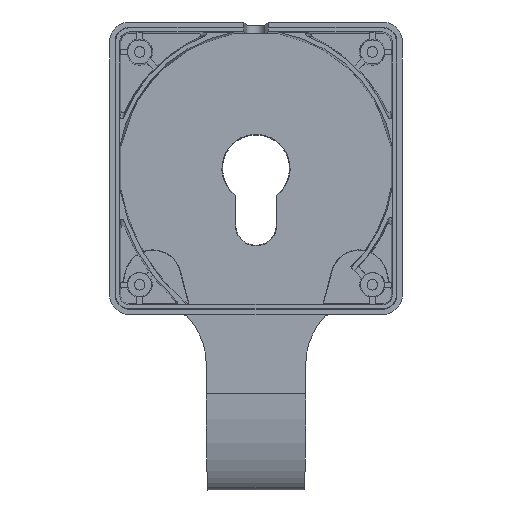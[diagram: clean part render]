
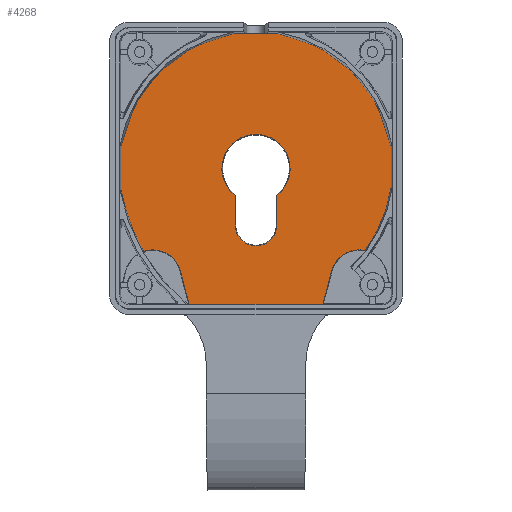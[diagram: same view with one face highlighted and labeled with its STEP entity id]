
A CAD part, top view. The second image highlights one B-rep face of the part: STEP entity #4268.
In plain terms, the highlighted planar face has unit normal (0, 0, 1).
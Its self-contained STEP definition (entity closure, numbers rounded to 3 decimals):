
#846=DIRECTION('',(1.,0.,0.));
#847=VECTOR('',#846,12.);
#848=CARTESIAN_POINT('',(-6.,-36.531,1.5));
#849=LINE('',#848,#847);
#870=CARTESIAN_POINT('',(0.,0.,1.5));
#871=DIRECTION('',(0.,0.,1.));
#872=DIRECTION('',(0.799,-0.602,0.));
#873=AXIS2_PLACEMENT_3D('',#870,#871,#872);
#875=CARTESIAN_POINT('',(15.5,-16.5,1.5));
#876=DIRECTION('',(0.,0.,-1.));
#877=DIRECTION('',(-0.966,0.259,0.));
#878=AXIS2_PLACEMENT_3D('',#875,#876,#877);
#880=DIRECTION('',(0.259,0.966,0.));
#881=VECTOR('',#880,5.358);
#882=CARTESIAN_POINT('',(10.001,-20.573,1.5));
#883=LINE('',#882,#881);
#884=DIRECTION('',(0.,1.,0.));
#885=VECTOR('',#884,7.014);
#886=CARTESIAN_POINT('',(6.,-36.531,1.5));
#887=LINE('',#886,#885);
#888=DIRECTION('',(0.,-1.,0.));
#889=VECTOR('',#888,7.014);
#890=CARTESIAN_POINT('',(-6.,-29.518,1.5));
#891=LINE('',#890,#889);
#892=DIRECTION('',(0.259,-0.966,0.));
#893=VECTOR('',#892,5.358);
#894=CARTESIAN_POINT('',(-11.387,-15.398,1.5));
#895=LINE('',#894,#893);
#896=CARTESIAN_POINT('',(-15.5,-16.5,1.5));
#897=DIRECTION('',(0.,0.,-1.));
#898=DIRECTION('',(-0.33,0.944,0.));
#899=AXIS2_PLACEMENT_3D('',#896,#897,#898);
#901=CARTESIAN_POINT('',(8.223,2.,1.5));
#902=DIRECTION('',(0.,0.,-1.));
#903=DIRECTION('',(-0.866,-0.499,0.));
#904=AXIS2_PLACEMENT_3D('',#901,#902,#903);
#906=DIRECTION('',(0.,-1.,0.));
#907=VECTOR('',#906,6.514);
#908=CARTESIAN_POINT('',(-20.308,3.318,1.5));
#909=LINE('',#908,#907);
#910=CARTESIAN_POINT('',(0.366,-0.366,1.5));
#911=DIRECTION('',(0.,0.,-1.));
#912=DIRECTION('',(-0.984,0.175,0.));
#913=AXIS2_PLACEMENT_3D('',#910,#911,#912);
#915=DIRECTION('',(-1.,0.,0.));
#916=VECTOR('',#915,6.636);
#917=CARTESIAN_POINT('',(3.318,20.308,1.5));
#918=LINE('',#917,#916);
#919=CARTESIAN_POINT('',(-0.366,-0.366,1.5));
#920=DIRECTION('',(0.,0.,-1.));
#921=DIRECTION('',(0.175,0.984,0.));
#922=AXIS2_PLACEMENT_3D('',#919,#920,#921);
#924=DIRECTION('',(0.,-1.,0.));
#925=VECTOR('',#924,6.117);
#926=CARTESIAN_POINT('',(20.308,3.318,1.5));
#927=LINE('',#926,#925);
#928=CARTESIAN_POINT('',(0.,0.,1.5));
#929=DIRECTION('',(0.,0.,1.));
#930=DIRECTION('',(0.61,-0.792,0.));
#931=AXIS2_PLACEMENT_3D('',#928,#929,#930);
#933=DIRECTION('',(0.,-1.,0.));
#934=VECTOR('',#933,4.435);
#935=CARTESIAN_POINT('',(-3.131,-4.065,1.5));
#936=LINE('',#935,#934);
#937=CARTESIAN_POINT('',(0.,-8.5,1.5));
#938=DIRECTION('',(0.,0.,1.));
#939=DIRECTION('',(-1.,0.,0.));
#940=AXIS2_PLACEMENT_3D('',#937,#938,#939);
#942=DIRECTION('',(0.,1.,0.));
#943=VECTOR('',#942,4.435);
#944=CARTESIAN_POINT('',(3.131,-8.5,1.5));
#945=LINE('',#944,#943);
#1844=CARTESIAN_POINT('',(-18.,-29.518,1.5));
#1845=DIRECTION('',(0.,0.,-1.));
#1846=DIRECTION('',(0.667,0.745,0.));
#1847=AXIS2_PLACEMENT_3D('',#1844,#1845,#1846);
#2412=CARTESIAN_POINT('',(18.,-29.518,1.5));
#2413=DIRECTION('',(0.,0.,-1.));
#2414=DIRECTION('',(-1.,0.,0.));
#2415=AXIS2_PLACEMENT_3D('',#2412,#2413,#2414);
#2730=CARTESIAN_POINT('',(6.,-29.518,1.5));
#2732=VERTEX_POINT('',#2730);
#2736=CARTESIAN_POINT('',(6.,-36.531,1.5));
#2737=VERTEX_POINT('',#2736);
#2900=CARTESIAN_POINT('',(-6.,-36.531,1.5));
#2901=VERTEX_POINT('',#2900);
#2902=CARTESIAN_POINT('',(-6.,-29.518,1.5));
#2904=VERTEX_POINT('',#2902);
#2906=CARTESIAN_POINT('',(3.318,20.308,1.5));
#2907=CARTESIAN_POINT('',(20.308,3.318,1.5));
#2908=VERTEX_POINT('',#2906);
#2909=VERTEX_POINT('',#2907);
#2910=CARTESIAN_POINT('',(-20.308,3.318,1.5));
#2911=CARTESIAN_POINT('',(-3.318,20.308,1.5));
#2912=VERTEX_POINT('',#2910);
#2913=VERTEX_POINT('',#2911);
#2923=CARTESIAN_POINT('',(-20.308,-3.195,1.5));
#2925=VERTEX_POINT('',#2923);
#2932=CARTESIAN_POINT('',(20.308,-2.799,1.5));
#2934=VERTEX_POINT('',#2932);
#2954=CARTESIAN_POINT('',(10.001,-20.573,1.5));
#2955=CARTESIAN_POINT('',(11.387,-15.398,1.5));
#2956=VERTEX_POINT('',#2954);
#2957=VERTEX_POINT('',#2955);
#2970=CARTESIAN_POINT('',(-11.387,-15.398,1.5));
#2972=VERTEX_POINT('',#2970);
#2974=CARTESIAN_POINT('',(-16.903,-12.48,1.5));
#2975=VERTEX_POINT('',#2974);
#2976=CARTESIAN_POINT('',(-10.001,-20.573,1.5));
#2977=VERTEX_POINT('',#2976);
#2983=CARTESIAN_POINT('',(16.375,-12.333,1.5));
#2984=VERTEX_POINT('',#2983);
#3256=CARTESIAN_POINT('',(3.131,-4.065,1.5));
#3257=CARTESIAN_POINT('',(-3.131,-4.065,1.5));
#3258=VERTEX_POINT('',#3256);
#3259=VERTEX_POINT('',#3257);
#3260=CARTESIAN_POINT('',(-3.131,-8.5,1.5));
#3261=VERTEX_POINT('',#3260);
#3262=CARTESIAN_POINT('',(3.131,-8.5,1.5));
#3263=VERTEX_POINT('',#3262);
#4221=CARTESIAN_POINT('',(0.,0.,1.5));
#4222=DIRECTION('',(0.,0.,1.));
#4223=DIRECTION('',(1.,0.,0.));
#4224=AXIS2_PLACEMENT_3D('',#4221,#4222,#4223);
#4225=PLANE('',#4224);
#4227=ORIENTED_EDGE('',*,*,#4226,.F.);
#4229=ORIENTED_EDGE('',*,*,#4228,.F.);
#4231=ORIENTED_EDGE('',*,*,#4230,.F.);
#4233=ORIENTED_EDGE('',*,*,#4232,.F.);
#4235=ORIENTED_EDGE('',*,*,#4234,.F.);
#4236=ORIENTED_EDGE('',*,*,#4187,.F.);
#4238=ORIENTED_EDGE('',*,*,#4237,.F.);
#4240=ORIENTED_EDGE('',*,*,#4239,.F.);
#4242=ORIENTED_EDGE('',*,*,#4241,.F.);
#4244=ORIENTED_EDGE('',*,*,#4243,.F.);
#4246=ORIENTED_EDGE('',*,*,#4245,.T.);
#4248=ORIENTED_EDGE('',*,*,#4247,.F.);
#4250=ORIENTED_EDGE('',*,*,#4249,.T.);
#4251=ORIENTED_EDGE('',*,*,#3765,.F.);
#4253=ORIENTED_EDGE('',*,*,#4252,.T.);
#4255=ORIENTED_EDGE('',*,*,#4254,.T.);
#4256=EDGE_LOOP('',(#4227,#4229,#4231,#4233,#4235,#4236,#4238,#4240,#4242,#4244,
#4246,#4248,#4250,#4251,#4253,#4255));
#4257=FACE_OUTER_BOUND('',#4256,.F.);
#4259=ORIENTED_EDGE('',*,*,#4258,.T.);
#4261=ORIENTED_EDGE('',*,*,#4260,.T.);
#4263=ORIENTED_EDGE('',*,*,#4262,.T.);
#4265=ORIENTED_EDGE('',*,*,#4264,.T.);
#4266=EDGE_LOOP('',(#4259,#4261,#4263,#4265));
#4267=FACE_BOUND('',#4266,.F.);
#4268=ADVANCED_FACE('',(#4257,#4267),#4225,.T.);
#874=CIRCLE('',#873,20.5);
#879=CIRCLE('',#878,4.258);
#900=CIRCLE('',#899,4.258);
#905=CIRCLE('',#904,29.);
#914=CIRCLE('',#913,21.);
#923=CIRCLE('',#922,21.);
#932=CIRCLE('',#931,5.131);
#941=CIRCLE('',#940,3.131);
#1848=CIRCLE('',#1847,12.);
#2416=CIRCLE('',#2415,12.);
#3765=EDGE_CURVE('',#2908,#2913,#918,.T.);
#4187=EDGE_CURVE('',#2901,#2737,#849,.T.);
#4226=EDGE_CURVE('',#2984,#2934,#874,.T.);
#4228=EDGE_CURVE('',#2957,#2984,#879,.T.);
#4230=EDGE_CURVE('',#2956,#2957,#883,.T.);
#4232=EDGE_CURVE('',#2732,#2956,#2416,.T.);
#4234=EDGE_CURVE('',#2737,#2732,#887,.T.);
#4237=EDGE_CURVE('',#2904,#2901,#891,.T.);
#4239=EDGE_CURVE('',#2977,#2904,#1848,.T.);
#4241=EDGE_CURVE('',#2972,#2977,#895,.T.);
#4243=EDGE_CURVE('',#2975,#2972,#900,.T.);
#4245=EDGE_CURVE('',#2975,#2925,#905,.T.);
#4247=EDGE_CURVE('',#2912,#2925,#909,.T.);
#4249=EDGE_CURVE('',#2912,#2913,#914,.T.);
#4252=EDGE_CURVE('',#2908,#2909,#923,.T.);
#4254=EDGE_CURVE('',#2909,#2934,#927,.T.);
#4258=EDGE_CURVE('',#3258,#3259,#932,.T.);
#4260=EDGE_CURVE('',#3259,#3261,#936,.T.);
#4262=EDGE_CURVE('',#3261,#3263,#941,.T.);
#4264=EDGE_CURVE('',#3263,#3258,#945,.T.);
